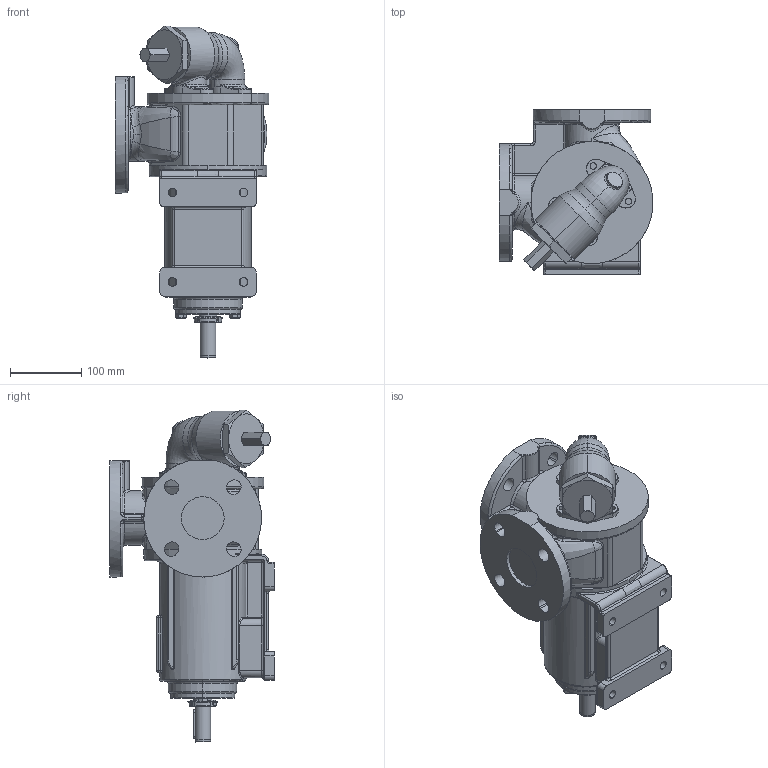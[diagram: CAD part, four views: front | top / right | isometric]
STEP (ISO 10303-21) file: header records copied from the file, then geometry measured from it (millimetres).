
FILE_DESCRIPTION((''),'2;1');
FILE_NAME('R_50_G1B_Y','2019-05-02T17:18:14',('Nicola'),(''),'CREO PARAMETRIC BY PTC INC, 2017110','CREO PARAMETRIC BY PTC INC, 2017110','');
FILE_SCHEMA(('CONFIG_CONTROL_DESIGN'));
Products named in the file (1): R_50_G1B_Y
Bounding box: 215.19 x 230 x 464.91 mm (x, y, z)
Volume: 6777676.9 mm3; surface area: 397667.4 mm2
Topology: 1 solids, 4 shells, 795 faces, 1906 edges, 1137 vertices
Faces by surface type: plane 242, cylinder 225, bspline 137, cone 92, torus 81, sphere 18
Entity records: 43410 total; most frequent: CARTESIAN_POINT 25758, ORIENTED_EDGE 3812, DIRECTION 3572, EDGE_CURVE 1906, AXIS2_PLACEMENT_3D 1442, VERTEX_POINT 1137, EDGE_LOOP 841, FACE_OUTER_BOUND 795
